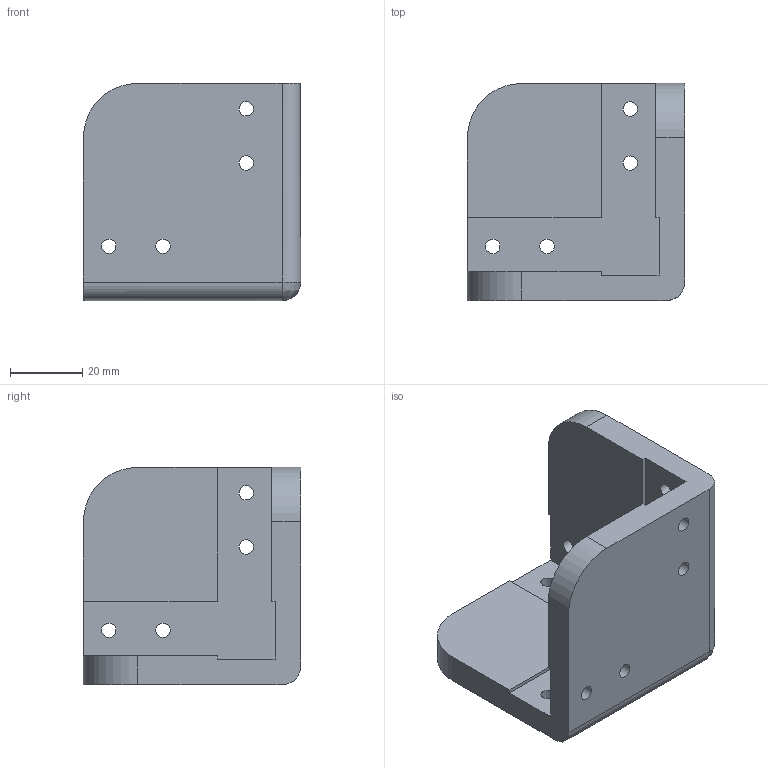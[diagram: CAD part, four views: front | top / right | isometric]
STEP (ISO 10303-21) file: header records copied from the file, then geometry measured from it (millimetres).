
FILE_DESCRIPTION(('FreeCAD Model'),'2;1');
FILE_NAME('UpperCornerMark.step','2015-05-19T17:04:29',(''),(''), 'Open CASCADE STEP processor 6.8','FreeCAD','Unknown');
FILE_SCHEMA(('AUTOMOTIVE_DESIGN_CC2 { 1 2 10303 214 -1 1 5 4 }'));
Length unit declared in the file: millimetre
Products named in the file (1): UpperCornerMark
Bounding box: 60 x 60 x 60 mm (x, y, z)
Volume: 67937.3 mm3; surface area: 22169.6 mm2
Topology: 1 solids, 1 shells, 294 faces, 870 edges, 588 vertices
Faces by surface type: extrusion 189, plane 86, cylinder 18, bspline 1
Full cylindrical faces by diameter (mm): 4 x12
Entity records: 22214 total; most frequent: CARTESIAN_POINT 6269, DIRECTION 2250, VECTOR 1950, LINE 1761, ORIENTED_EDGE 1740, PCURVE 1740, DEFINITIONAL_REPRESENTATION 1740, B_SPLINE_CURVE_WITH_KNOTS 960
